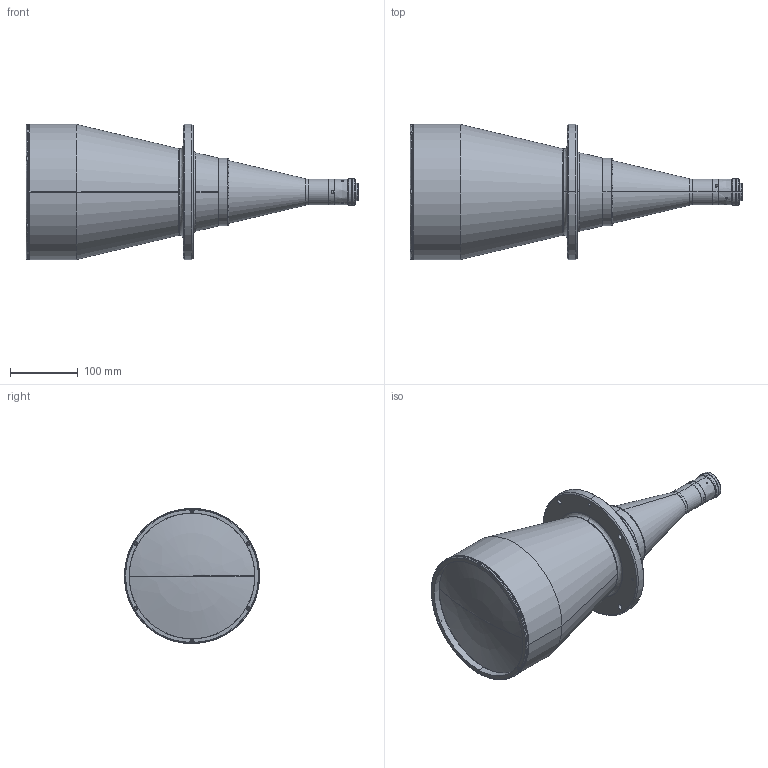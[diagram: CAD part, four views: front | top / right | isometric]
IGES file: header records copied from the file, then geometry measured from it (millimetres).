
Start section: SolidWorks IGES file using analytic representation for surfaces
Global section: file name: TC1MHR144-C.igs; native system: SolidWorks 2018; preprocessor: SolidWorks 2018; author: localUser; date: 181128.094202; units: millimetre
Bounding box: 491.29 x 200 x 200 mm (x, y, z)
Surface area: 283713.4 mm2 (no closed solid volume)
Topology: 0 solids, 0 shells, 213 faces, 4022 edges, 4021 vertices
Faces by surface type: bspline 107, revolution 106
